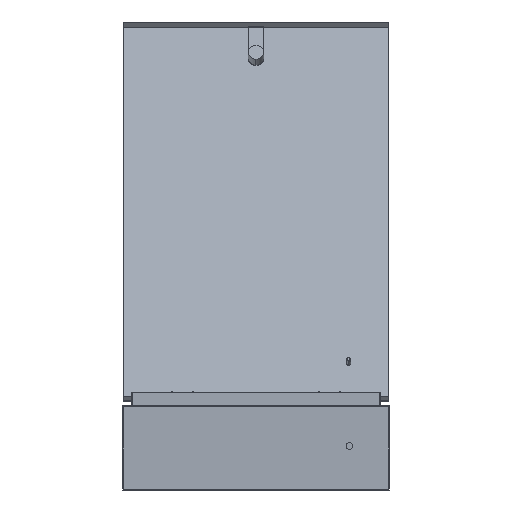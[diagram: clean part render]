
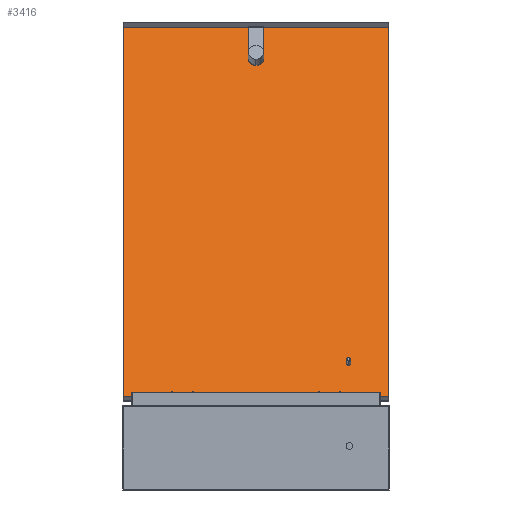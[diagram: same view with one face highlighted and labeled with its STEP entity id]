
A CAD part, left-side view. The second image highlights one B-rep face of the part: STEP entity #3416.
In plain terms, the highlighted face is planar.
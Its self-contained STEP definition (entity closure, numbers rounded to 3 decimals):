
#19 = CIRCLE ( 'NONE', #2316, 3. ) ;
#39 = CARTESIAN_POINT ( 'NONE',  ( -249., 0., -1. ) ) ;
#42 = VECTOR ( 'NONE', #6327, 1000. ) ;
#106 = DIRECTION ( 'NONE',  ( -1., 0., 0. ) ) ;
#124 = PLANE ( 'NONE',  #4891 ) ;
#136 = CARTESIAN_POINT ( 'NONE',  ( 238.5, -139., -1. ) ) ;
#203 = CIRCLE ( 'NONE', #1422, 3. ) ;
#214 = CARTESIAN_POINT ( 'NONE',  ( -249., 0., -1. ) ) ;
#372 = VECTOR ( 'NONE', #106, 1000. ) ;
#416 = CARTESIAN_POINT ( 'NONE',  ( -237.5, 0., -1. ) ) ;
#494 = CARTESIAN_POINT ( 'NONE',  ( 235.5, -139., -1. ) ) ;
#498 = EDGE_LOOP ( 'NONE', ( #4279, #984 ) ) ;
#500 = FACE_BOUND ( 'NONE', #498, .T. ) ;
#503 = VERTEX_POINT ( 'NONE', #416 ) ;
#631 = AXIS2_PLACEMENT_3D ( 'NONE', #39, #3451, #1003 ) ;
#869 = VERTEX_POINT ( 'NONE', #1620 ) ;
#920 = VECTOR ( 'NONE', #3949, 1000. ) ;
#981 = CARTESIAN_POINT ( 'NONE',  ( 0., 0., -1. ) ) ;
#984 = ORIENTED_EDGE ( 'NONE', *, *, #1355, .T. ) ;
#1003 = DIRECTION ( 'NONE',  ( 1., 0., 0. ) ) ;
#1343 = LINE ( 'NONE', #2474, #42 ) ;
#1355 = EDGE_CURVE ( 'NONE', #869, #503, #1372, .T. ) ;
#1372 = CIRCLE ( 'NONE', #631, 11.5 ) ;
#1422 = AXIS2_PLACEMENT_3D ( 'NONE', #5532, #2606, #6033 ) ;
#1464 = CARTESIAN_POINT ( 'NONE',  ( -297.5, 0., -1. ) ) ;
#1480 = VERTEX_POINT ( 'NONE', #2080 ) ;
#1496 = DIRECTION ( 'NONE',  ( 1., 0., 0. ) ) ;
#1609 = LINE ( 'NONE', #3544, #3530 ) ;
#1620 = CARTESIAN_POINT ( 'NONE',  ( -260.5, 0., -1. ) ) ;
#1764 = CARTESIAN_POINT ( 'NONE',  ( 297.5, -198., -1. ) ) ;
#1805 = CARTESIAN_POINT ( 'NONE',  ( -297.5, 198., -1. ) ) ;
#2080 = CARTESIAN_POINT ( 'NONE',  ( 297.5, 198., -1. ) ) ;
#2170 = EDGE_CURVE ( 'NONE', #503, #869, #2756, .T. ) ;
#2316 = AXIS2_PLACEMENT_3D ( 'NONE', #136, #4600, #5009 ) ;
#2474 = CARTESIAN_POINT ( 'NONE',  ( 0., -198., -1. ) ) ;
#2546 = CARTESIAN_POINT ( 'NONE',  ( 0., 198., -1. ) ) ;
#2574 = EDGE_LOOP ( 'NONE', ( #3713, #5649 ) ) ;
#2606 = DIRECTION ( 'NONE',  ( 0., 0., -1. ) ) ;
#2682 = EDGE_CURVE ( 'NONE', #4006, #3366, #203, .T. ) ;
#2746 = ORIENTED_EDGE ( 'NONE', *, *, #4992, .F. ) ;
#2756 = CIRCLE ( 'NONE', #4025, 11.5 ) ;
#2773 = CARTESIAN_POINT ( 'NONE',  ( -297.5, -198., -1. ) ) ;
#2841 = VERTEX_POINT ( 'NONE', #2773 ) ;
#3286 = EDGE_CURVE ( 'NONE', #2841, #4242, #1343, .T. ) ;
#3366 = VERTEX_POINT ( 'NONE', #494 ) ;
#3416 = ADVANCED_FACE ( 'NONE', ( #500, #4195, #3733 ), #124, .F. ) ;
#3451 = DIRECTION ( 'NONE',  ( 0., 0., 1. ) ) ;
#3530 = VECTOR ( 'NONE', #4977, 1000. ) ;
#3544 = CARTESIAN_POINT ( 'NONE',  ( 297.5, 0., -1. ) ) ;
#3553 = LINE ( 'NONE', #1464, #920 ) ;
#3660 = DIRECTION ( 'NONE',  ( 0., 0., 1. ) ) ;
#3691 = EDGE_LOOP ( 'NONE', ( #2746, #5476, #5363, #4879 ) ) ;
#3713 = ORIENTED_EDGE ( 'NONE', *, *, #2682, .F. ) ;
#3733 = FACE_BOUND ( 'NONE', #2574, .T. ) ;
#3949 = DIRECTION ( 'NONE',  ( 0., -1., 0. ) ) ;
#4006 = VERTEX_POINT ( 'NONE', #4367 ) ;
#4025 = AXIS2_PLACEMENT_3D ( 'NONE', #214, #3660, #5121 ) ;
#4195 = FACE_OUTER_BOUND ( 'NONE', #3691, .T. ) ;
#4242 = VERTEX_POINT ( 'NONE', #1764 ) ;
#4279 = ORIENTED_EDGE ( 'NONE', *, *, #2170, .T. ) ;
#4367 = CARTESIAN_POINT ( 'NONE',  ( 241.5, -139., -1. ) ) ;
#4600 = DIRECTION ( 'NONE',  ( 0., 0., -1. ) ) ;
#4879 = ORIENTED_EDGE ( 'NONE', *, *, #3286, .F. ) ;
#4891 = AXIS2_PLACEMENT_3D ( 'NONE', #981, #6010, #1496 ) ;
#4977 = DIRECTION ( 'NONE',  ( 0., 1., 0. ) ) ;
#4992 = EDGE_CURVE ( 'NONE', #6132, #2841, #3553, .T. ) ;
#5009 = DIRECTION ( 'NONE',  ( 1., 0., 0. ) ) ;
#5098 = EDGE_CURVE ( 'NONE', #3366, #4006, #19, .T. ) ;
#5121 = DIRECTION ( 'NONE',  ( 1., 0., 0. ) ) ;
#5363 = ORIENTED_EDGE ( 'NONE', *, *, #5953, .F. ) ;
#5434 = LINE ( 'NONE', #2546, #372 ) ;
#5476 = ORIENTED_EDGE ( 'NONE', *, *, #5898, .F. ) ;
#5532 = CARTESIAN_POINT ( 'NONE',  ( 238.5, -139., -1. ) ) ;
#5649 = ORIENTED_EDGE ( 'NONE', *, *, #5098, .F. ) ;
#5898 = EDGE_CURVE ( 'NONE', #1480, #6132, #5434, .T. ) ;
#5953 = EDGE_CURVE ( 'NONE', #4242, #1480, #1609, .T. ) ;
#6010 = DIRECTION ( 'NONE',  ( 0., 0., 1. ) ) ;
#6033 = DIRECTION ( 'NONE',  ( 1., 0., 0. ) ) ;
#6132 = VERTEX_POINT ( 'NONE', #1805 ) ;
#6327 = DIRECTION ( 'NONE',  ( 1., 0., 0. ) ) ;
